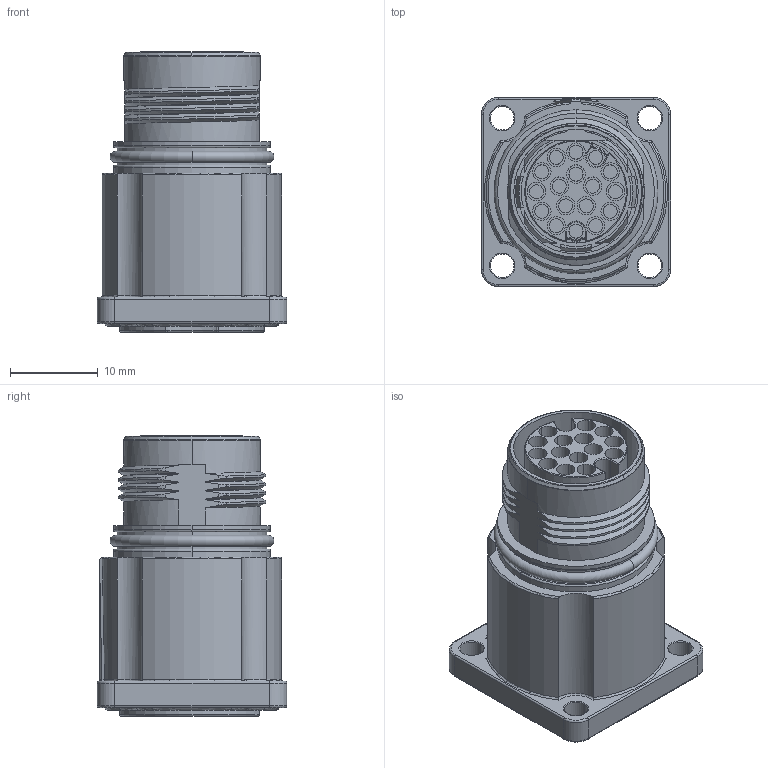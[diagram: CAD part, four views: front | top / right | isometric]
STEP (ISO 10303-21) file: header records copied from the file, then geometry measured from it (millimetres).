
FILE_DESCRIPTION((''),'2;1');
FILE_NAME('ST-17P1N8AW400S','2015-02-26T',('skraut'),(''),'PRO/ENGINEER BY PARAMETRIC TECHNOLOGY CORPORATION, 2013230','PRO/ENGINEER BY PARAMETRIC TECHNOLOGY CORPORATION, 2013230','');
FILE_SCHEMA(('AUTOMOTIVE_DESIGN { 1 0 10303 214 1 1 1 1 }'));
Length unit declared in the file: millimetre
Products named in the file (1): ST-17P1N8AW400S
Bounding box: 21.6 x 21.6 x 32 mm (x, y, z)
Volume: 7923.4 mm3; surface area: 5003.3 mm2
Topology: 1 solids, 1 shells, 464 faces, 1180 edges, 758 vertices
Faces by surface type: cylinder 136, plane 129, torus 88, bspline 46, cone 45, revolution 12, extrusion 4, sphere 4
Entity records: 16980 total; most frequent: CARTESIAN_POINT 5750, ORIENTED_EDGE 2360, DIRECTION 2286, EDGE_CURVE 1180, AXIS2_PLACEMENT_3D 929, VERTEX_POINT 758, CIRCLE 523, EDGE_LOOP 512
